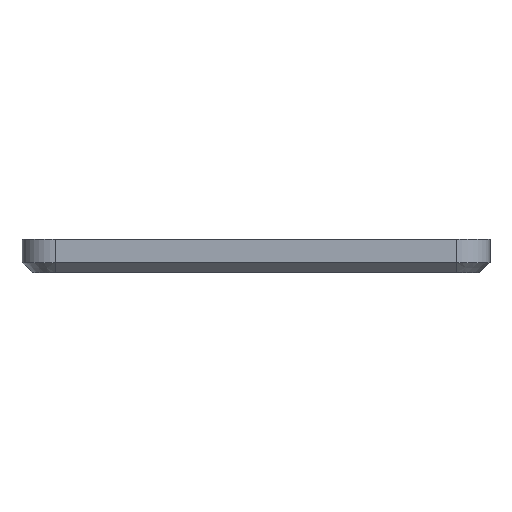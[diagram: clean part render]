
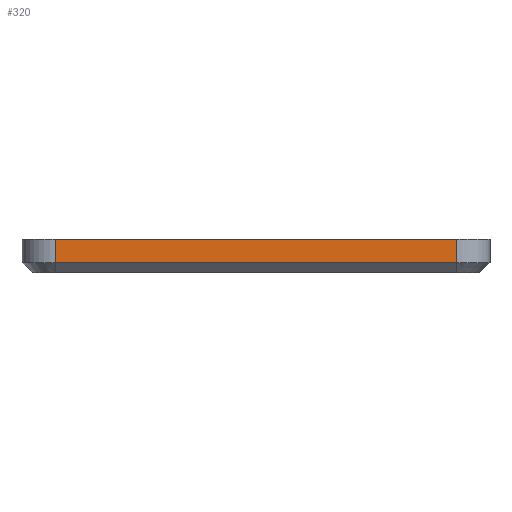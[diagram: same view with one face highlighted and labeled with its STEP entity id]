
A CAD part, front view. The second image highlights one B-rep face of the part: STEP entity #320.
In plain terms, the highlighted planar face has unit normal (0, -1, 0).
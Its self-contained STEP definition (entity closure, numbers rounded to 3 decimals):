
#134 = PLANE ( 'NONE',  #7060 ) ;
#320 = ADVANCED_FACE ( 'NONE', ( #3795 ), #134, .T. ) ;
#457 = LINE ( 'NONE', #7825, #6413 ) ;
#579 = ORIENTED_EDGE ( 'NONE', *, *, #5531, .T. ) ;
#1069 = VERTEX_POINT ( 'NONE', #5582 ) ;
#1195 = DIRECTION ( 'NONE',  ( 0., 0., 1. ) ) ;
#1288 = VECTOR ( 'NONE', #1195, 1000. ) ;
#1348 = DIRECTION ( 'NONE',  ( 0., 0., -1. ) ) ;
#1474 = CARTESIAN_POINT ( 'NONE',  ( -140., 0., -20. ) ) ;
#2065 = EDGE_CURVE ( 'NONE', #6014, #4552, #4840, .T. ) ;
#3116 = DIRECTION ( 'NONE',  ( 1., 0., 0. ) ) ;
#3210 = DIRECTION ( 'NONE',  ( -1., 0., 0. ) ) ;
#3254 = LINE ( 'NONE', #7231, #5047 ) ;
#3277 = EDGE_CURVE ( 'NONE', #1069, #8467, #6818, .T. ) ;
#3542 = DIRECTION ( 'NONE',  ( 0., 0., -1. ) ) ;
#3670 = CARTESIAN_POINT ( 'NONE',  ( -130., 0., -10. ) ) ;
#3795 = FACE_OUTER_BOUND ( 'NONE', #8702, .T. ) ;
#4018 = CARTESIAN_POINT ( 'NONE',  ( -10., 0., -20. ) ) ;
#4122 = ORIENTED_EDGE ( 'NONE', *, *, #2065, .T. ) ;
#4552 = VERTEX_POINT ( 'NONE', #5197 ) ;
#4840 = LINE ( 'NONE', #8604, #8120 ) ;
#5047 = VECTOR ( 'NONE', #3210, 1000. ) ;
#5181 = EDGE_CURVE ( 'NONE', #8467, #6014, #3254, .T. ) ;
#5197 = CARTESIAN_POINT ( 'NONE',  ( -130., 0., -17. ) ) ;
#5531 = EDGE_CURVE ( 'NONE', #4552, #1069, #457, .T. ) ;
#5582 = CARTESIAN_POINT ( 'NONE',  ( -10., 0., -17. ) ) ;
#5830 = ORIENTED_EDGE ( 'NONE', *, *, #5181, .T. ) ;
#6014 = VERTEX_POINT ( 'NONE', #3670 ) ;
#6102 = CARTESIAN_POINT ( 'NONE',  ( -10., 0., -10. ) ) ;
#6413 = VECTOR ( 'NONE', #3116, 1000. ) ;
#6818 = LINE ( 'NONE', #4018, #1288 ) ;
#7060 = AXIS2_PLACEMENT_3D ( 'NONE', #1474, #7602, #3542 ) ;
#7231 = CARTESIAN_POINT ( 'NONE',  ( -140., 0., -10. ) ) ;
#7602 = DIRECTION ( 'NONE',  ( 0., -1., 0. ) ) ;
#7825 = CARTESIAN_POINT ( 'NONE',  ( -10., 0., -17. ) ) ;
#8120 = VECTOR ( 'NONE', #1348, 1000. ) ;
#8290 = ORIENTED_EDGE ( 'NONE', *, *, #3277, .T. ) ;
#8467 = VERTEX_POINT ( 'NONE', #6102 ) ;
#8604 = CARTESIAN_POINT ( 'NONE',  ( -130., 0., -20. ) ) ;
#8702 = EDGE_LOOP ( 'NONE', ( #4122, #579, #8290, #5830 ) ) ;
